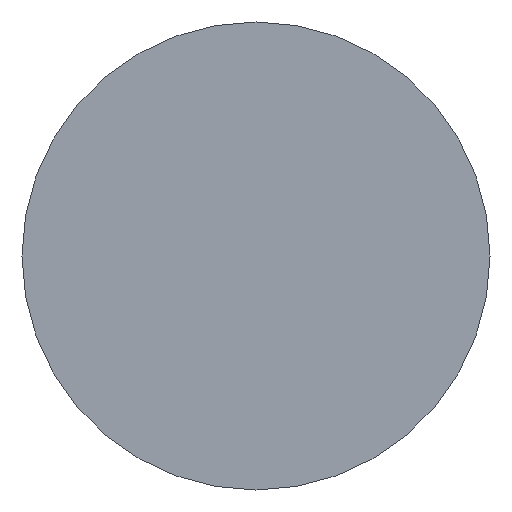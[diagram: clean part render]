
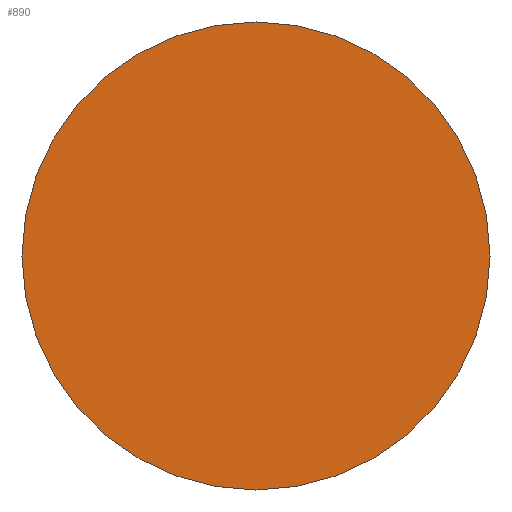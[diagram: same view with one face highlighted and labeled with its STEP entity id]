
A CAD part, front view. The second image highlights one B-rep face of the part: STEP entity #890.
In plain terms, the highlighted planar face has unit normal (0, -1, 0).
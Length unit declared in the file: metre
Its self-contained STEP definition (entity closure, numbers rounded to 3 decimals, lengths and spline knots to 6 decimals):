
#13 = CIRCLE ( 'NONE', #636, 0.026 ) ;
#63 = CARTESIAN_POINT ( 'NONE',  ( 0., -0.02, 0. ) ) ;
#199 = DIRECTION ( 'NONE',  ( 0., 1., 0. ) ) ;
#261 = CARTESIAN_POINT ( 'NONE',  ( 0., -0.02, 0. ) ) ;
#293 = FACE_OUTER_BOUND ( 'NONE', #746, .T. ) ;
#308 = CARTESIAN_POINT ( 'NONE',  ( 0., -0.02, -0.026 ) ) ;
#436 = EDGE_CURVE ( 'NONE', #724, #582, #13, .T. ) ;
#457 = DIRECTION ( 'NONE',  ( 0., 1., 0. ) ) ;
#495 = DIRECTION ( 'NONE',  ( 0., 0., 1. ) ) ;
#518 = CARTESIAN_POINT ( 'NONE',  ( 0., -0.02, 0. ) ) ;
#548 = DIRECTION ( 'NONE',  ( 0., 0., 1. ) ) ;
#582 = VERTEX_POINT ( 'NONE', #889 ) ;
#583 = EDGE_CURVE ( 'NONE', #582, #724, #730, .T. ) ;
#601 = DIRECTION ( 'NONE',  ( 0., 1., 0. ) ) ;
#636 = AXIS2_PLACEMENT_3D ( 'NONE', #518, #457, #795 ) ;
#724 = VERTEX_POINT ( 'NONE', #308 ) ;
#730 = CIRCLE ( 'NONE', #778, 0.026 ) ;
#742 = AXIS2_PLACEMENT_3D ( 'NONE', #63, #199, #495 ) ;
#746 = EDGE_LOOP ( 'NONE', ( #836, #791 ) ) ;
#778 = AXIS2_PLACEMENT_3D ( 'NONE', #261, #601, #548 ) ;
#791 = ORIENTED_EDGE ( 'NONE', *, *, #583, .F. ) ;
#795 = DIRECTION ( 'NONE',  ( 0., 0., 1. ) ) ;
#836 = ORIENTED_EDGE ( 'NONE', *, *, #436, .F. ) ;
#846 = PLANE ( 'NONE',  #742 ) ;
#889 = CARTESIAN_POINT ( 'NONE',  ( 0., -0.02, 0.026 ) ) ;
#890 = ADVANCED_FACE ( 'NONE', ( #293 ), #846, .F. ) ;
